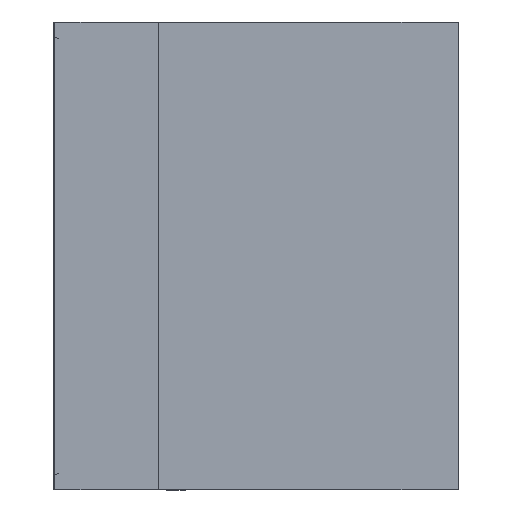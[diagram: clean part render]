
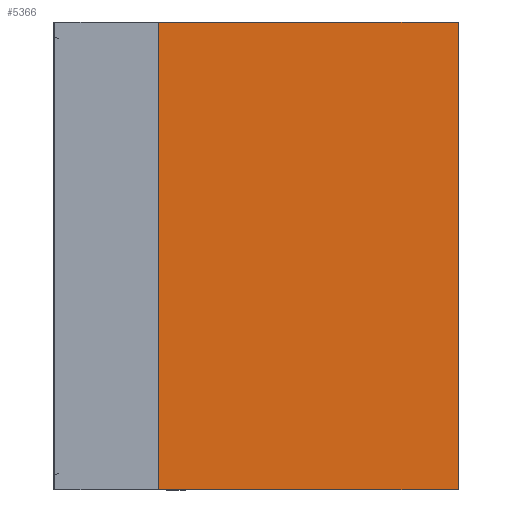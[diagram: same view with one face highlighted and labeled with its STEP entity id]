
A CAD part, left-side view. The second image highlights one B-rep face of the part: STEP entity #5366.
In plain terms, the highlighted planar face has unit normal (-1, 0, 0).
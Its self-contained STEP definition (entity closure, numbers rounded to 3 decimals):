
#701 = CARTESIAN_POINT ( 'NONE',  ( 2., -1., -771.106 ) ) ;
#1757 = CARTESIAN_POINT ( 'NONE',  ( 2., 300., -771.106 ) ) ;
#1873 = EDGE_LOOP ( 'NONE', ( #6624, #10489, #7910, #7333 ) ) ;
#2343 = LINE ( 'NONE', #7343, #11097 ) ;
#2471 = DIRECTION ( 'NONE',  ( 0., -1., 0. ) ) ;
#3711 = PLANE ( 'NONE',  #8574 ) ;
#3821 = CARTESIAN_POINT ( 'NONE',  ( 2., 300., -470. ) ) ;
#4619 = CARTESIAN_POINT ( 'NONE',  ( 2., -1., -470. ) ) ;
#4780 = CARTESIAN_POINT ( 'NONE',  ( 2., 300., -470. ) ) ;
#5366 = ADVANCED_FACE ( 'NONE', ( #14871 ), #3711, .T. ) ;
#5709 = DIRECTION ( 'NONE',  ( 0., 0., 1. ) ) ;
#6624 = ORIENTED_EDGE ( 'NONE', *, *, #10255, .F. ) ;
#6756 = DIRECTION ( 'NONE',  ( 0., 0., 1. ) ) ;
#7136 = VECTOR ( 'NONE', #8784, 1000. ) ;
#7333 = ORIENTED_EDGE ( 'NONE', *, *, #12841, .F. ) ;
#7343 = CARTESIAN_POINT ( 'NONE',  ( 2., 300., 0. ) ) ;
#7910 = ORIENTED_EDGE ( 'NONE', *, *, #15113, .F. ) ;
#8083 = CARTESIAN_POINT ( 'NONE',  ( 2., 300., 0. ) ) ;
#8574 = AXIS2_PLACEMENT_3D ( 'NONE', #8680, #13636, #2471 ) ;
#8680 = CARTESIAN_POINT ( 'NONE',  ( 2., 300., -771.106 ) ) ;
#8705 = CARTESIAN_POINT ( 'NONE',  ( 2., -1., 0. ) ) ;
#8784 = DIRECTION ( 'NONE',  ( 0., 1., 0. ) ) ;
#10228 = VERTEX_POINT ( 'NONE', #8705 ) ;
#10255 = EDGE_CURVE ( 'NONE', #12361, #13225, #11217, .T. ) ;
#10489 = ORIENTED_EDGE ( 'NONE', *, *, #10944, .T. ) ;
#10775 = VECTOR ( 'NONE', #5709, 1000. ) ;
#10944 = EDGE_CURVE ( 'NONE', #12361, #10228, #11884, .T. ) ;
#11097 = VECTOR ( 'NONE', #12288, 1000. ) ;
#11217 = LINE ( 'NONE', #3821, #7136 ) ;
#11884 = LINE ( 'NONE', #701, #10775 ) ;
#12288 = DIRECTION ( 'NONE',  ( 0., -1., 0. ) ) ;
#12361 = VERTEX_POINT ( 'NONE', #4619 ) ;
#12841 = EDGE_CURVE ( 'NONE', #13225, #13870, #12932, .T. ) ;
#12932 = LINE ( 'NONE', #1757, #14967 ) ;
#13225 = VERTEX_POINT ( 'NONE', #4780 ) ;
#13636 = DIRECTION ( 'NONE',  ( -1., 0., 0. ) ) ;
#13870 = VERTEX_POINT ( 'NONE', #8083 ) ;
#14871 = FACE_OUTER_BOUND ( 'NONE', #1873, .T. ) ;
#14967 = VECTOR ( 'NONE', #6756, 1000. ) ;
#15113 = EDGE_CURVE ( 'NONE', #13870, #10228, #2343, .T. ) ;
